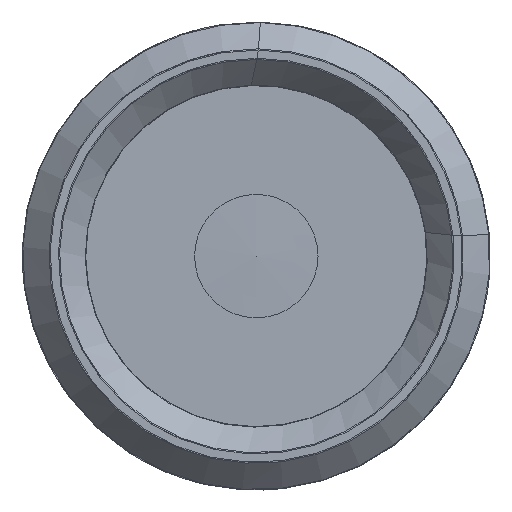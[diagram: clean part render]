
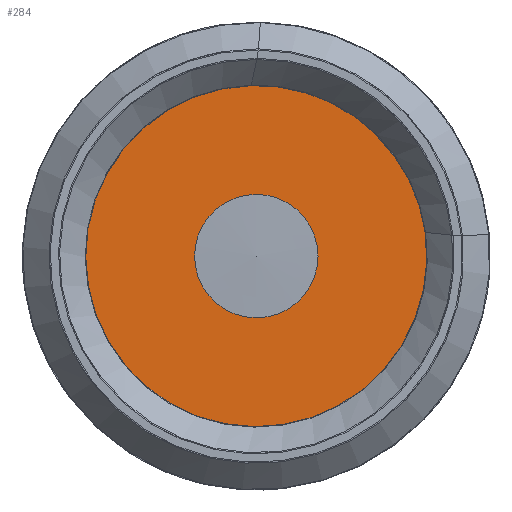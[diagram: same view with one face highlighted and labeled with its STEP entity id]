
A CAD part, left-side view. The second image highlights one B-rep face of the part: STEP entity #284.
In plain terms, the highlighted planar face has unit normal (-1, 0, 0).
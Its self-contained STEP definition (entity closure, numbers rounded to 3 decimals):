
#70=FACE_BOUND('',#373,.T.);
#71=FACE_BOUND('',#374,.T.);
#284=ADVANCED_FACE('',(#70,#71),#304,.F.);
#304=PLANE('',#845);
#373=EDGE_LOOP('',(#597));
#374=EDGE_LOOP('',(#598));
#452=CIRCLE('',#842,15.);
#453=CIRCLE('',#844,41.883);
#597=ORIENTED_EDGE('',*,*,#741,.F.);
#598=ORIENTED_EDGE('',*,*,#742,.T.);
#661=VERTEX_POINT('',#1646);
#662=VERTEX_POINT('',#1649);
#741=EDGE_CURVE('',#661,#661,#452,.T.);
#742=EDGE_CURVE('',#662,#662,#453,.T.);
#842=AXIS2_PLACEMENT_3D('',#1645,#995,#996);
#844=AXIS2_PLACEMENT_3D('',#1648,#999,#1000);
#845=AXIS2_PLACEMENT_3D('',#1650,#1001,#1002);
#995=DIRECTION('',(-1.,0.,0.));
#996=DIRECTION('',(0.,0.,1.));
#999=DIRECTION('',(-1.,0.,0.));
#1000=DIRECTION('',(0.,0.,1.));
#1001=DIRECTION('',(1.,0.,0.));
#1002=DIRECTION('',(0.,0.,-1.));
#1645=CARTESIAN_POINT('',(8.,0.,0.));
#1646=CARTESIAN_POINT('',(8.,0.,15.));
#1648=CARTESIAN_POINT('',(8.,0.,0.));
#1649=CARTESIAN_POINT('',(8.,0.,41.883));
#1650=CARTESIAN_POINT('',(8.,15.,0.));
